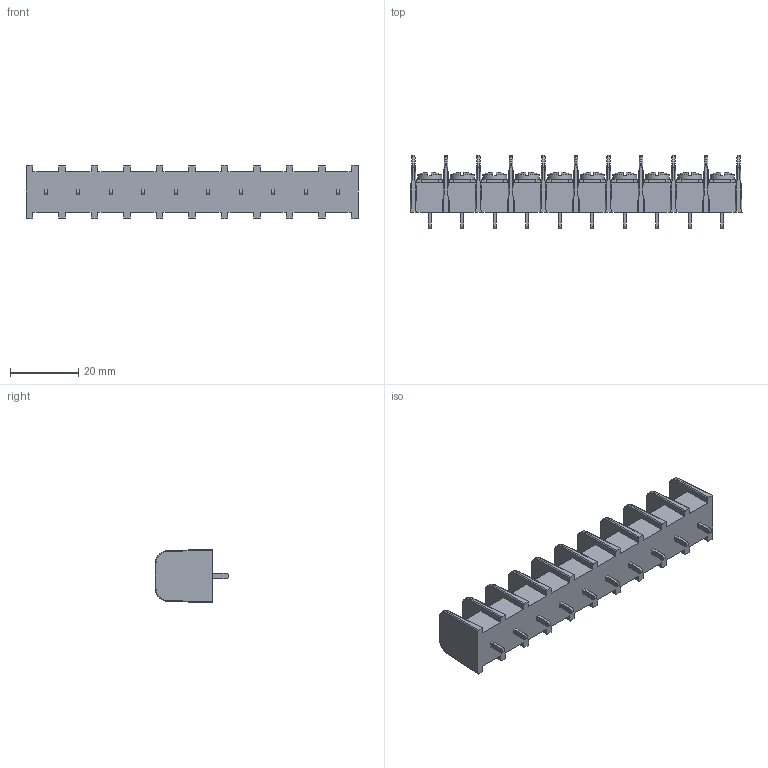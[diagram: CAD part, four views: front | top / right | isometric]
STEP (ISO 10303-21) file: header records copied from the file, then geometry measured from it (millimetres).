
FILE_DESCRIPTION((''),'2;1');
FILE_NAME('387207510','2015-03-18T',('me'),(''),'PRO/ENGINEER BY PARAMETRIC TECHNOLOGY CORPORATION, 2011490','PRO/ENGINEER BY PARAMETRIC TECHNOLOGY CORPORATION, 2011490','');
FILE_SCHEMA(('CONFIG_CONTROL_DESIGN'));
Length unit declared in the file: inch
Products named in the file (1): 387207510
Bounding box: 97.28 x 21.59 x 15.75 mm (x, y, z)
Volume: 13209.5 mm3; surface area: 8504 mm2
Topology: 1 solids, 1 shells, 468 faces, 1250 edges, 824 vertices
Faces by surface type: plane 286, cylinder 118, bspline 44, sphere 20
Entity records: 16539 total; most frequent: CARTESIAN_POINT 5105, ORIENTED_EDGE 2440, DIRECTION 2196, EDGE_CURVE 1220, VECTOR 890, LINE 890, VERTEX_POINT 784, AXIS2_PLACEMENT_3D 653
